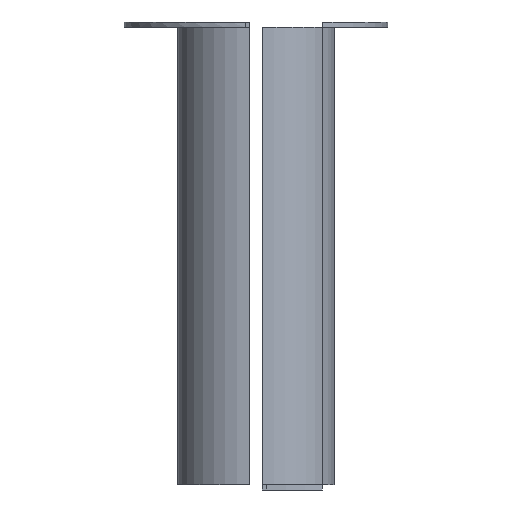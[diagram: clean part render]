
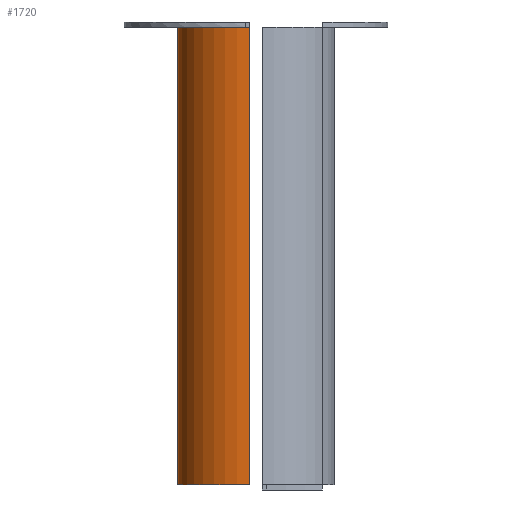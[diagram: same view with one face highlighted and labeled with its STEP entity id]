
A CAD part, left-side view. The second image highlights one B-rep face of the part: STEP entity #1720.
In plain terms, the highlighted cylindrical face has radius 30 mm (diameter 60 mm), a partial arc.
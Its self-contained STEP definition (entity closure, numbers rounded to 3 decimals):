
#1457 = VERTEX_POINT('',#1458);
#1458 = CARTESIAN_POINT('',(102.5,32.5,203.5));
#1467 = PLANE('',#1468);
#1468 = AXIS2_PLACEMENT_3D('',#1469,#1470,#1471);
#1469 = CARTESIAN_POINT('',(474.,32.5,205.7));
#1470 = DIRECTION('',(0.,1.,0.));
#1471 = DIRECTION('',(1.,0.,0.));
#1479 = PLANE('',#1480);
#1480 = AXIS2_PLACEMENT_3D('',#1481,#1482,#1483);
#1481 = CARTESIAN_POINT('',(212.849,0.,203.5));
#1482 = DIRECTION('',(0.,0.,1.));
#1483 = DIRECTION('',(1.,0.,-0.));
#1518 = VERTEX_POINT('',#1519);
#1519 = CARTESIAN_POINT('',(102.5,32.5,14.));
#1533 = PLANE('',#1534);
#1534 = AXIS2_PLACEMENT_3D('',#1535,#1536,#1537);
#1535 = CARTESIAN_POINT('',(212.849,0.,14.));
#1536 = DIRECTION('',(0.,0.,1.));
#1537 = DIRECTION('',(1.,0.,-0.));
#1545 = EDGE_CURVE('',#1518,#1457,#1546,.T.);
#1546 = SURFACE_CURVE('',#1547,(#1551,#1558),.PCURVE_S1.);
#1547 = LINE('',#1548,#1549);
#1548 = CARTESIAN_POINT('',(102.5,32.5,108.75));
#1549 = VECTOR('',#1550,1.);
#1550 = DIRECTION('',(0.,0.,1.));
#1551 = PCURVE('',#1467,#1552);
#1552 = DEFINITIONAL_REPRESENTATION('',(#1553),#1557);
#1553 = LINE('',#1554,#1555);
#1554 = CARTESIAN_POINT('',(-371.5,96.95));
#1555 = VECTOR('',#1556,1.);
#1556 = DIRECTION('',(0.,-1.));
#1557 = ( GEOMETRIC_REPRESENTATION_CONTEXT(2) 
PARAMETRIC_REPRESENTATION_CONTEXT() REPRESENTATION_CONTEXT('2D SPACE',''
  ) );
#1558 = PCURVE('',#1559,#1564);
#1559 = CYLINDRICAL_SURFACE('',#1560,30.);
#1560 = AXIS2_PLACEMENT_3D('',#1561,#1562,#1563);
#1561 = CARTESIAN_POINT('',(102.5,2.5,108.75));
#1562 = DIRECTION('',(0.,0.,1.));
#1563 = DIRECTION('',(0.,1.,0.));
#1564 = DEFINITIONAL_REPRESENTATION('',(#1565),#1591);
#1565 = B_SPLINE_CURVE_WITH_KNOTS('',3,(#1566,#1567,#1568,#1569,#1570,
    #1571,#1572,#1573,#1574,#1575,#1576,#1577,#1578,#1579,#1580,#1581,
    #1582,#1583,#1584,#1585,#1586,#1587,#1588,#1589,#1590),
  .UNSPECIFIED.,.F.,.F.,(4,1,1,1,1,1,1,1,1,1,1,1,1,1,1,1,1,1,1,1,1,1,4),
  (-94.75,-86.136,-77.523,-68.909,
    -60.295,-51.682,-43.068,-34.455,
    -25.841,-17.227,-8.614,0.,8.614,
    17.227,25.841,34.455,43.068,
    51.682,60.295,68.909,77.523,
    86.136,94.75),.UNSPECIFIED.);
#1566 = CARTESIAN_POINT('',(0.,-94.75));
#1567 = CARTESIAN_POINT('',(0.,-91.879));
#1568 = CARTESIAN_POINT('',(0.,-86.136));
#1569 = CARTESIAN_POINT('',(0.,-77.523));
#1570 = CARTESIAN_POINT('',(0.,-68.909));
#1571 = CARTESIAN_POINT('',(0.,-60.295));
#1572 = CARTESIAN_POINT('',(0.,-51.682));
#1573 = CARTESIAN_POINT('',(0.,-43.068));
#1574 = CARTESIAN_POINT('',(0.,-34.455));
#1575 = CARTESIAN_POINT('',(0.,-25.841));
#1576 = CARTESIAN_POINT('',(0.,-17.227));
#1577 = CARTESIAN_POINT('',(0.,-8.614));
#1578 = CARTESIAN_POINT('',(0.,0.));
#1579 = CARTESIAN_POINT('',(0.,8.614));
#1580 = CARTESIAN_POINT('',(0.,17.227));
#1581 = CARTESIAN_POINT('',(0.,25.841));
#1582 = CARTESIAN_POINT('',(0.,34.455));
#1583 = CARTESIAN_POINT('',(0.,43.068));
#1584 = CARTESIAN_POINT('',(0.,51.682));
#1585 = CARTESIAN_POINT('',(0.,60.295));
#1586 = CARTESIAN_POINT('',(0.,68.909));
#1587 = CARTESIAN_POINT('',(0.,77.523));
#1588 = CARTESIAN_POINT('',(0.,86.136));
#1589 = CARTESIAN_POINT('',(0.,91.879));
#1590 = CARTESIAN_POINT('',(0.,94.75));
#1591 = ( GEOMETRIC_REPRESENTATION_CONTEXT(2) 
PARAMETRIC_REPRESENTATION_CONTEXT() REPRESENTATION_CONTEXT('2D SPACE',''
  ) );
#1651 = VERTEX_POINT('',#1652);
#1652 = CARTESIAN_POINT('',(72.5,2.5,203.5));
#1665 = PLANE('',#1666);
#1666 = AXIS2_PLACEMENT_3D('',#1667,#1668,#1669);
#1667 = CARTESIAN_POINT('',(72.5,2.5,203.5));
#1668 = DIRECTION('',(-0.,-1.,0.));
#1669 = DIRECTION('',(0.,-0.,-1.));
#1676 = EDGE_CURVE('',#1651,#1457,#1677,.T.);
#1677 = SURFACE_CURVE('',#1678,(#1683,#1694),.PCURVE_S1.);
#1678 = CIRCLE('',#1679,30.);
#1679 = AXIS2_PLACEMENT_3D('',#1680,#1681,#1682);
#1680 = CARTESIAN_POINT('',(102.5,2.5,203.5));
#1681 = DIRECTION('',(0.,0.,-1.));
#1682 = DIRECTION('',(0.,1.,0.));
#1683 = PCURVE('',#1479,#1684);
#1684 = DEFINITIONAL_REPRESENTATION('',(#1685),#1693);
#1685 = ( BOUNDED_CURVE() B_SPLINE_CURVE(2,(#1686,#1687,#1688,#1689,
#1690,#1691,#1692),.UNSPECIFIED.,.F.,.F.) B_SPLINE_CURVE_WITH_KNOTS((1,2
    ,2,2,2,1),(-2.094,0.,2.094,4.189,
6.283,8.378),.UNSPECIFIED.) CURVE() 
GEOMETRIC_REPRESENTATION_ITEM() RATIONAL_B_SPLINE_CURVE((1.,0.5,1.,0.5,
1.,0.5,1.)) REPRESENTATION_ITEM('') );
#1686 = CARTESIAN_POINT('',(-110.349,32.5));
#1687 = CARTESIAN_POINT('',(-58.388,32.5));
#1688 = CARTESIAN_POINT('',(-84.369,-12.5));
#1689 = CARTESIAN_POINT('',(-110.349,-57.5));
#1690 = CARTESIAN_POINT('',(-136.33,-12.5));
#1691 = CARTESIAN_POINT('',(-162.311,32.5));
#1692 = CARTESIAN_POINT('',(-110.349,32.5));
#1693 = ( GEOMETRIC_REPRESENTATION_CONTEXT(2) 
PARAMETRIC_REPRESENTATION_CONTEXT() REPRESENTATION_CONTEXT('2D SPACE',''
  ) );
#1694 = PCURVE('',#1559,#1695);
#1695 = DEFINITIONAL_REPRESENTATION('',(#1696),#1699);
#1696 = B_SPLINE_CURVE_WITH_KNOTS('',1,(#1697,#1698),.UNSPECIFIED.,.F.,
  .F.,(2,2),(4.712,6.283),.PIECEWISE_BEZIER_KNOTS.);
#1697 = CARTESIAN_POINT('',(1.571,94.75));
#1698 = CARTESIAN_POINT('',(0.,94.75));
#1699 = ( GEOMETRIC_REPRESENTATION_CONTEXT(2) 
PARAMETRIC_REPRESENTATION_CONTEXT() REPRESENTATION_CONTEXT('2D SPACE',''
  ) );
#1720 = ADVANCED_FACE('',(#1721),#1559,.T.);
#1721 = FACE_BOUND('',#1722,.T.);
#1722 = EDGE_LOOP('',(#1723,#1746,#1766,#1767));
#1723 = ORIENTED_EDGE('',*,*,#1724,.T.);
#1724 = EDGE_CURVE('',#1518,#1725,#1727,.T.);
#1725 = VERTEX_POINT('',#1726);
#1726 = CARTESIAN_POINT('',(72.5,2.5,14.));
#1727 = SURFACE_CURVE('',#1728,(#1733,#1739),.PCURVE_S1.);
#1728 = CIRCLE('',#1729,30.);
#1729 = AXIS2_PLACEMENT_3D('',#1730,#1731,#1732);
#1730 = CARTESIAN_POINT('',(102.5,2.5,14.));
#1731 = DIRECTION('',(0.,0.,1.));
#1732 = DIRECTION('',(0.,1.,0.));
#1733 = PCURVE('',#1559,#1734);
#1734 = DEFINITIONAL_REPRESENTATION('',(#1735),#1738);
#1735 = B_SPLINE_CURVE_WITH_KNOTS('',1,(#1736,#1737),.UNSPECIFIED.,.F.,
  .F.,(2,2),(0.,1.571),.PIECEWISE_BEZIER_KNOTS.);
#1736 = CARTESIAN_POINT('',(0.,-94.75));
#1737 = CARTESIAN_POINT('',(1.571,-94.75));
#1738 = ( GEOMETRIC_REPRESENTATION_CONTEXT(2) 
PARAMETRIC_REPRESENTATION_CONTEXT() REPRESENTATION_CONTEXT('2D SPACE',''
  ) );
#1739 = PCURVE('',#1533,#1740);
#1740 = DEFINITIONAL_REPRESENTATION('',(#1741),#1745);
#1741 = CIRCLE('',#1742,30.);
#1742 = AXIS2_PLACEMENT_2D('',#1743,#1744);
#1743 = CARTESIAN_POINT('',(-110.349,2.5));
#1744 = DIRECTION('',(0.,1.));
#1745 = ( GEOMETRIC_REPRESENTATION_CONTEXT(2) 
PARAMETRIC_REPRESENTATION_CONTEXT() REPRESENTATION_CONTEXT('2D SPACE',''
  ) );
#1746 = ORIENTED_EDGE('',*,*,#1747,.F.);
#1747 = EDGE_CURVE('',#1651,#1725,#1748,.T.);
#1748 = SURFACE_CURVE('',#1749,(#1753,#1759),.PCURVE_S1.);
#1749 = LINE('',#1750,#1751);
#1750 = CARTESIAN_POINT('',(72.5,2.5,108.75));
#1751 = VECTOR('',#1752,1.);
#1752 = DIRECTION('',(0.,0.,-1.));
#1753 = PCURVE('',#1559,#1754);
#1754 = DEFINITIONAL_REPRESENTATION('',(#1755),#1758);
#1755 = B_SPLINE_CURVE_WITH_KNOTS('',1,(#1756,#1757),.UNSPECIFIED.,.F.,
  .F.,(2,2),(-94.75,94.75),.PIECEWISE_BEZIER_KNOTS.);
#1756 = CARTESIAN_POINT('',(1.571,94.75));
#1757 = CARTESIAN_POINT('',(1.571,-94.75));
#1758 = ( GEOMETRIC_REPRESENTATION_CONTEXT(2) 
PARAMETRIC_REPRESENTATION_CONTEXT() REPRESENTATION_CONTEXT('2D SPACE',''
  ) );
#1759 = PCURVE('',#1665,#1760);
#1760 = DEFINITIONAL_REPRESENTATION('',(#1761),#1765);
#1761 = LINE('',#1762,#1763);
#1762 = CARTESIAN_POINT('',(94.75,0.));
#1763 = VECTOR('',#1764,1.);
#1764 = DIRECTION('',(1.,0.));
#1765 = ( GEOMETRIC_REPRESENTATION_CONTEXT(2) 
PARAMETRIC_REPRESENTATION_CONTEXT() REPRESENTATION_CONTEXT('2D SPACE',''
  ) );
#1766 = ORIENTED_EDGE('',*,*,#1676,.T.);
#1767 = ORIENTED_EDGE('',*,*,#1545,.F.);
